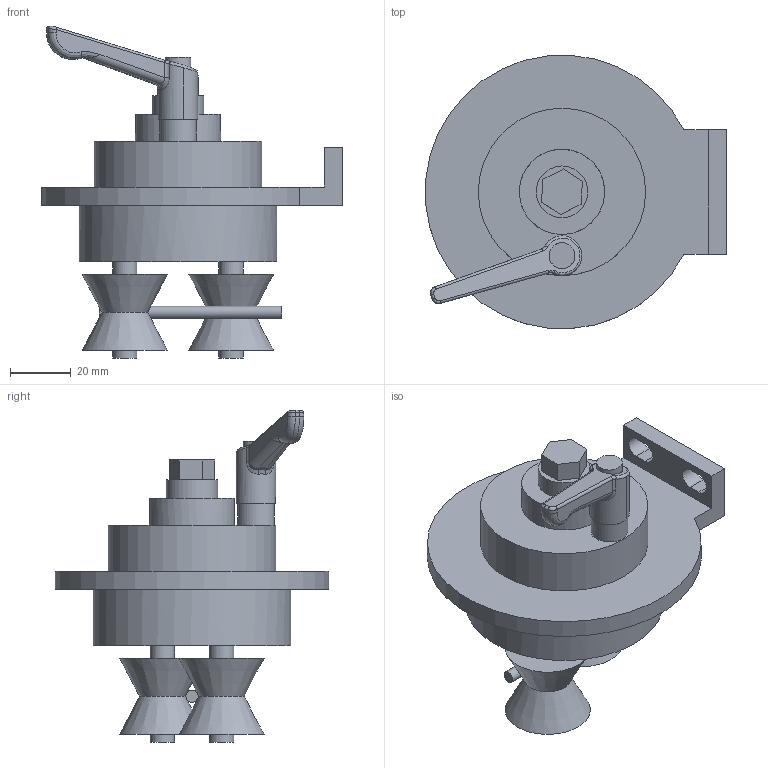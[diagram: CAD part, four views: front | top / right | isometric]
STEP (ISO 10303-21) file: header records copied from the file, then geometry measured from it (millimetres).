
FILE_DESCRIPTION (( 'STEP AP203' ), '1' );
FILE_NAME ('250813 STEP 3-300450-01_14804B.STEP', '2025-08-13T10:39:51', ( '' ), ( '' ), 'SwSTEP 2.0', 'SolidWorks 2024', '' );
FILE_SCHEMA (( 'CONFIG_CONTROL_DESIGN' ));
Length unit declared in the file: millimetre
Products named in the file (1): 250813 STEP 3-300450-01_14804B
Bounding box: 98.89 x 89.81 x 109.13 mm (x, y, z)
Volume: 173069.6 mm3; surface area: 34510.9 mm2
Topology: 1 solids, 6 shells, 706 faces, 1784 edges, 1187 vertices
Faces by surface type: plane 359, bspline 307, cylinder 36, cone 4
Full cylindrical faces by diameter (mm): 4 x1, 5 x4, 6.4 x1, 8 x4, 8.45 x1, 12 x1, 17 x1, 28 x1, 55 x1, 65 x1
Entity records: 38491 total; most frequent: CARTESIAN_POINT 23669, ORIENTED_EDGE 3490, DIRECTION 1995, EDGE_CURVE 1745, VERTEX_POINT 1171, VECTOR 1051, LINE 1051, EDGE_LOOP 838
